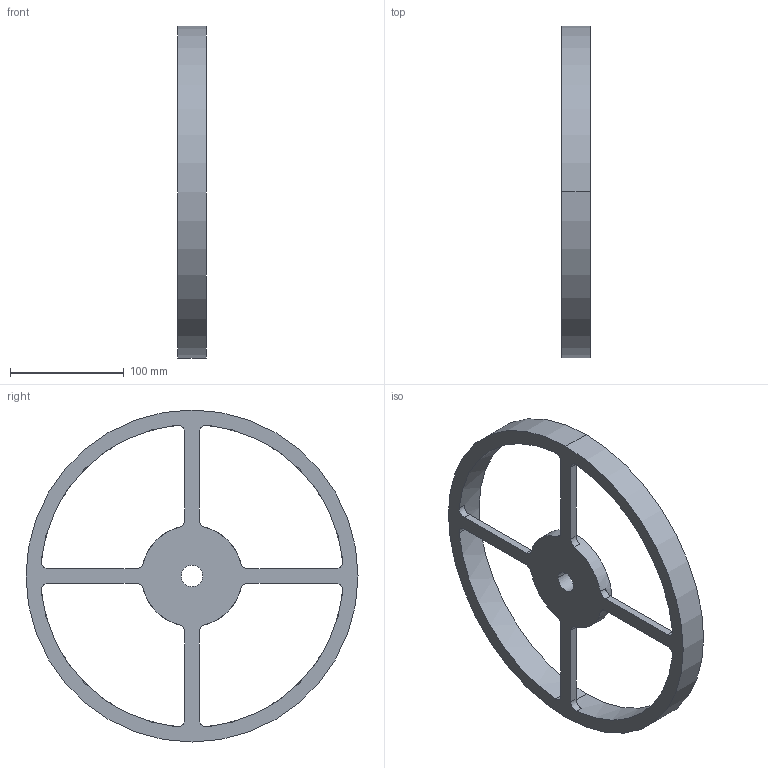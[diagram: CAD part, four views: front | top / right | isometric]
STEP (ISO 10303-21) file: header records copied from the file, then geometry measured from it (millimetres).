
FILE_DESCRIPTION(('produced by SPATIAL CORP'),'2;1');
FILE_NAME('fan_ring.prt.hh.sat.stp' ,'2002-04-19T13:37:03+00:00',('SPATIAL CORP'),('SPATIAL CORP'), 'ACIS STEP Husk','http://www.spatial.com','SPATIAL CORP');
FILE_SCHEMA(('CONFIG_CONTROL_DESIGN'));
Length unit declared in the file: millimetre
Products named in the file (1): PRODUCT_ID_1
Bounding box: 25.4 x 292.1 x 292.1 mm (x, y, z)
Volume: 387859.6 mm3; surface area: 95963.8 mm2
Topology: 1 solids, 1 shells, 39 faces, 120 edges, 80 vertices
Faces by surface type: cylinder 24, plane 15
Entity records: 1483 total; most frequent: DIRECTION 262, ORIENTED_EDGE 240, CARTESIAN_POINT 239, EDGE_CURVE 120, AXIS2_PLACEMENT_3D 103, VERTEX_POINT 80, CIRCLE 64, VECTOR 56
